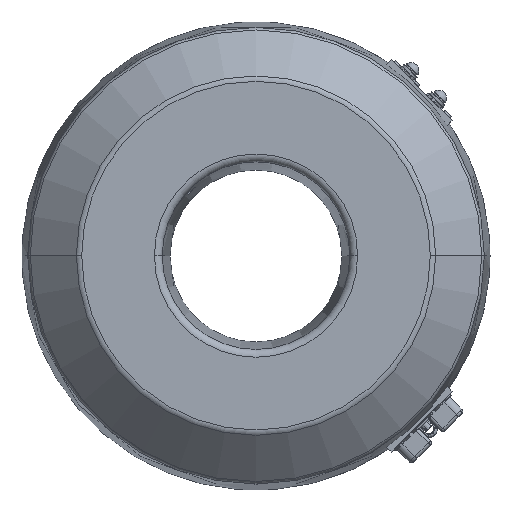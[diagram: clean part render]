
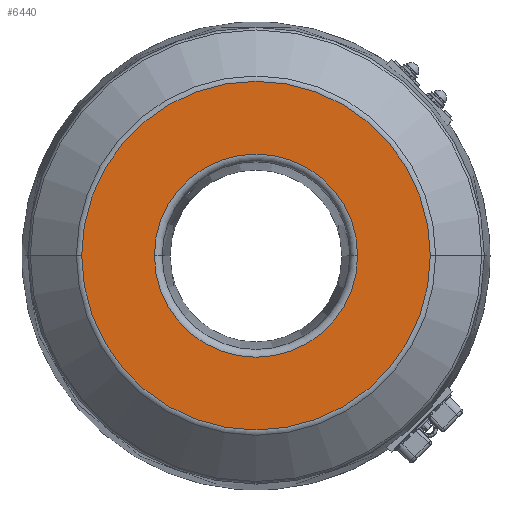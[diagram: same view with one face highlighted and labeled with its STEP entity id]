
A CAD part, top view. The second image highlights one B-rep face of the part: STEP entity #6440.
In plain terms, the highlighted planar face has unit normal (0, 0, 1).
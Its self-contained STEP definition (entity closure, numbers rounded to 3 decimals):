
#332 = AXIS2_PLACEMENT_3D ( 'NONE', #9897, #9970, #9942 ) ;
#469 = AXIS2_PLACEMENT_3D ( 'NONE', #1862, #1873, #1916 ) ;
#507 = AXIS2_PLACEMENT_3D ( 'NONE', #2113, #2115, #2097 ) ;
#814 = AXIS2_PLACEMENT_3D ( 'NONE', #4295, #4320, #4362 ) ;
#918 = ORIENTED_EDGE ( 'NONE', *, *, #5784, .T. ) ;
#944 = ORIENTED_EDGE ( 'NONE', *, *, #5831, .T. ) ;
#951 = ORIENTED_EDGE ( 'NONE', *, *, #5365, .T. ) ;
#974 = ORIENTED_EDGE ( 'NONE', *, *, #5355, .T. ) ;
#1862 = CARTESIAN_POINT ( 'NONE',  ( 0., 0., 130. ) ) ;
#1873 = DIRECTION ( 'NONE',  ( 0., 0., 1. ) ) ;
#1916 = DIRECTION ( 'NONE',  ( 1., 0., 0. ) ) ;
#2097 = DIRECTION ( 'NONE',  ( 1., 0., 0. ) ) ;
#2113 = CARTESIAN_POINT ( 'NONE',  ( 0., 0., 130. ) ) ;
#2115 = DIRECTION ( 'NONE',  ( 0., 0., -1. ) ) ;
#2642 = CIRCLE ( 'NONE', #507, 65.025 ) ;
#3267 = CARTESIAN_POINT ( 'NONE',  ( -65.025, 0., 130. ) ) ;
#3294 = CARTESIAN_POINT ( 'NONE',  ( 111.544, 0., 130. ) ) ;
#3308 = CARTESIAN_POINT ( 'NONE',  ( -111.544, 0., 130. ) ) ;
#3312 = CARTESIAN_POINT ( 'NONE',  ( 65.025, 0., 130. ) ) ;
#4273 = PLANE ( 'NONE',  #814 ) ;
#4295 = CARTESIAN_POINT ( 'NONE',  ( 0., 0., 130. ) ) ;
#4320 = DIRECTION ( 'NONE',  ( 0., 0., 1. ) ) ;
#4362 = DIRECTION ( 'NONE',  ( 1., 0., 0. ) ) ;
#5355 = EDGE_CURVE ( 'NONE', #13071, #13092, #7132, .T. ) ;
#5365 = EDGE_CURVE ( 'NONE', #13116, #13101, #7170, .T. ) ;
#5784 = EDGE_CURVE ( 'NONE', #13101, #13116, #6592, .T. ) ;
#5831 = EDGE_CURVE ( 'NONE', #13092, #13071, #2642, .T. ) ;
#6281 = AXIS2_PLACEMENT_3D ( 'NONE', #9911, #9908, #9933 ) ;
#6440 = ADVANCED_FACE ( 'NONE', ( #13331, #13385 ), #4273, .T. ) ;
#6592 = CIRCLE ( 'NONE', #469, 111.544 ) ;
#7132 = CIRCLE ( 'NONE', #6281, 65.025 ) ;
#7170 = CIRCLE ( 'NONE', #332, 111.544 ) ;
#9183 = EDGE_LOOP ( 'NONE', ( #951, #918 ) ) ;
#9184 = EDGE_LOOP ( 'NONE', ( #944, #974 ) ) ;
#9897 = CARTESIAN_POINT ( 'NONE',  ( 0., 0., 130. ) ) ;
#9908 = DIRECTION ( 'NONE',  ( 0., 0., -1. ) ) ;
#9911 = CARTESIAN_POINT ( 'NONE',  ( 0., 0., 130. ) ) ;
#9933 = DIRECTION ( 'NONE',  ( 1., 0., 0. ) ) ;
#9942 = DIRECTION ( 'NONE',  ( 1., 0., 0. ) ) ;
#9970 = DIRECTION ( 'NONE',  ( 0., 0., 1. ) ) ;
#13071 = VERTEX_POINT ( 'NONE', #3267 ) ;
#13092 = VERTEX_POINT ( 'NONE', #3312 ) ;
#13101 = VERTEX_POINT ( 'NONE', #3308 ) ;
#13116 = VERTEX_POINT ( 'NONE', #3294 ) ;
#13331 = FACE_OUTER_BOUND ( 'NONE', #9183, .T. ) ;
#13385 = FACE_BOUND ( 'NONE', #9184, .T. ) ;
